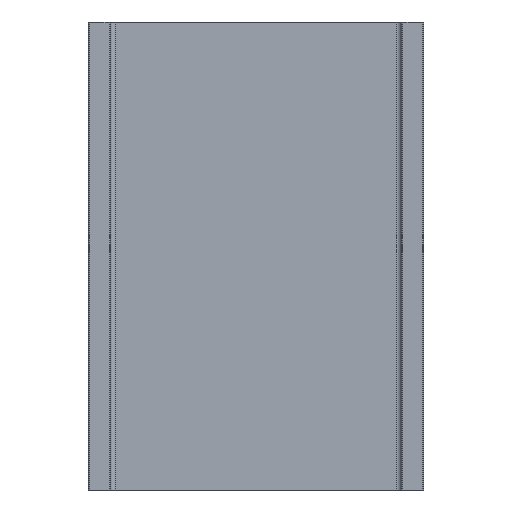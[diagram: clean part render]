
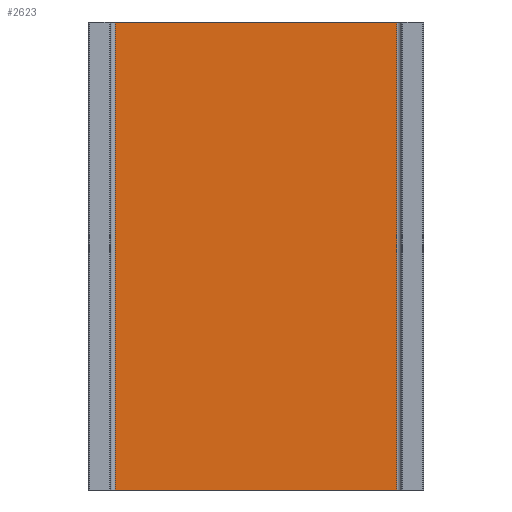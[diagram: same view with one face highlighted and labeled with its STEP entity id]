
A CAD part, left-side view. The second image highlights one B-rep face of the part: STEP entity #2623.
In plain terms, the highlighted planar face has unit normal (-1, 0, 0).
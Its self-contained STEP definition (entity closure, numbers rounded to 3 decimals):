
#71=PLANE('',#2892);
#196=FACE_OUTER_BOUND('',#329,.T.);
#329=EDGE_LOOP('',(#2113,#2114,#2115,#2116));
#350=LINE('',#3735,#611);
#575=LINE('',#4410,#836);
#576=LINE('',#4412,#837);
#577=LINE('',#4413,#838);
#611=VECTOR('',#2941,10.);
#836=VECTOR('',#3616,10.);
#837=VECTOR('',#3619,10.);
#838=VECTOR('',#3620,10.);
#1007=VERTEX_POINT('',#3732);
#1008=VERTEX_POINT('',#3734);
#1232=VERTEX_POINT('',#4406);
#1233=VERTEX_POINT('',#4408);
#1269=EDGE_CURVE('',#1007,#1008,#350,.T.);
#1607=EDGE_CURVE('',#1232,#1233,#575,.T.);
#1608=EDGE_CURVE('',#1007,#1232,#576,.T.);
#1609=EDGE_CURVE('',#1008,#1233,#577,.T.);
#2113=ORIENTED_EDGE('',*,*,#1608,.T.);
#2114=ORIENTED_EDGE('',*,*,#1607,.T.);
#2115=ORIENTED_EDGE('',*,*,#1609,.F.);
#2116=ORIENTED_EDGE('',*,*,#1269,.F.);
#2623=ADVANCED_FACE('',(#196),#71,.T.);
#2892=AXIS2_PLACEMENT_3D('',#4411,#3617,#3618);
#2941=DIRECTION('',(0.,0.,1.));
#3616=DIRECTION('',(0.,0.,1.));
#3617=DIRECTION('center_axis',(-1.,0.,0.));
#3618=DIRECTION('ref_axis',(0.,-1.,0.));
#3619=DIRECTION('',(0.,-1.,0.));
#3620=DIRECTION('',(0.,-1.,0.));
#3732=CARTESIAN_POINT('',(18.8,64.6,0.));
#3734=CARTESIAN_POINT('',(18.8,64.6,100.));
#3735=CARTESIAN_POINT('',(18.8,64.6,0.));
#4406=CARTESIAN_POINT('',(18.8,4.4,0.));
#4408=CARTESIAN_POINT('',(18.8,4.4,100.));
#4410=CARTESIAN_POINT('',(18.8,4.4,0.));
#4411=CARTESIAN_POINT('Origin',(18.8,34.5,0.));
#4412=CARTESIAN_POINT('',(18.8,64.6,0.));
#4413=CARTESIAN_POINT('',(18.8,64.6,100.));
